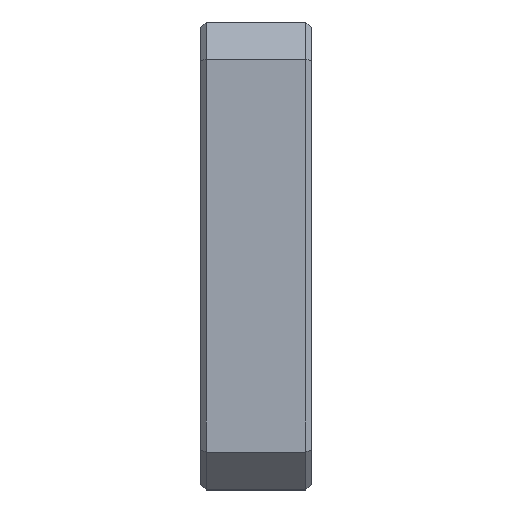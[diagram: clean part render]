
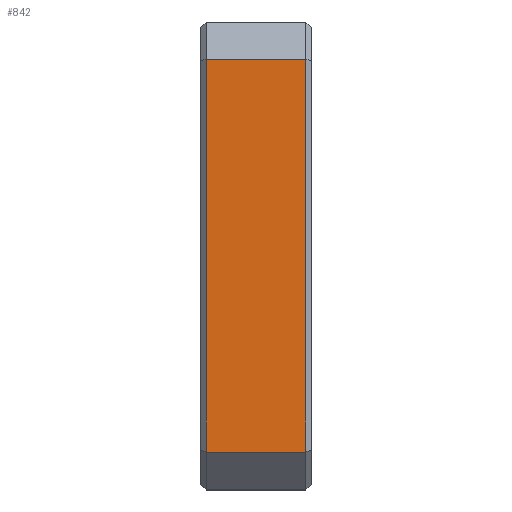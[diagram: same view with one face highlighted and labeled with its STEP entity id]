
A CAD part, top view. The second image highlights one B-rep face of the part: STEP entity #842.
In plain terms, the highlighted planar face has unit normal (0, 0, 1).
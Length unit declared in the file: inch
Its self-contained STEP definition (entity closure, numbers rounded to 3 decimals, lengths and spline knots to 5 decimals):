
#28 = CARTESIAN_POINT ( 'NONE',  ( 0.208, -0.37, 0.44 ) ) ;
#37 = CARTESIAN_POINT ( 'NONE',  ( 0.01, -0.37, 0.44 ) ) ;
#69 = VECTOR ( 'NONE', #753, 39.37008 ) ;
#77 = PLANE ( 'NONE',  #1089 ) ;
#145 = VERTEX_POINT ( 'NONE', #721 ) ;
#147 = ORIENTED_EDGE ( 'NONE', *, *, #439, .T. ) ;
#322 = EDGE_LOOP ( 'NONE', ( #378, #147, #905, #703 ) ) ;
#359 = LINE ( 'NONE', #636, #1120 ) ;
#378 = ORIENTED_EDGE ( 'NONE', *, *, #1004, .T. ) ;
#431 = DIRECTION ( 'NONE',  ( 0., -1., 0. ) ) ;
#439 = EDGE_CURVE ( 'NONE', #843, #145, #1043, .T. ) ;
#459 = VERTEX_POINT ( 'NONE', #37 ) ;
#495 = CARTESIAN_POINT ( 'NONE',  ( 0.01, 0.37, 0.44 ) ) ;
#539 = DIRECTION ( 'NONE',  ( 0., 0., -1. ) ) ;
#543 = LINE ( 'NONE', #698, #1095 ) ;
#584 = VECTOR ( 'NONE', #845, 39.37008 ) ;
#623 = EDGE_CURVE ( 'NONE', #961, #459, #543, .T. ) ;
#636 = CARTESIAN_POINT ( 'NONE',  ( 0.208, 0.37, 0.44 ) ) ;
#698 = CARTESIAN_POINT ( 'NONE',  ( 0.01, -0.44, 0.44 ) ) ;
#703 = ORIENTED_EDGE ( 'NONE', *, *, #623, .T. ) ;
#719 = DIRECTION ( 'NONE',  ( 0., 1., 0. ) ) ;
#721 = CARTESIAN_POINT ( 'NONE',  ( 0.198, 0.37, 0.44 ) ) ;
#723 = CARTESIAN_POINT ( 'NONE',  ( 0.208, -0.44, 0.44 ) ) ;
#738 = DIRECTION ( 'NONE',  ( -1., 0., 0. ) ) ;
#753 = DIRECTION ( 'NONE',  ( 0., 1., 0. ) ) ;
#842 = ADVANCED_FACE ( 'NONE', ( #1093 ), #77, .F. ) ;
#843 = VERTEX_POINT ( 'NONE', #1169 ) ;
#845 = DIRECTION ( 'NONE',  ( 1., 0., 0. ) ) ;
#877 = EDGE_CURVE ( 'NONE', #145, #961, #359, .T. ) ;
#905 = ORIENTED_EDGE ( 'NONE', *, *, #877, .T. ) ;
#961 = VERTEX_POINT ( 'NONE', #495 ) ;
#987 = LINE ( 'NONE', #28, #584 ) ;
#1004 = EDGE_CURVE ( 'NONE', #459, #843, #987, .T. ) ;
#1043 = LINE ( 'NONE', #1050, #69 ) ;
#1050 = CARTESIAN_POINT ( 'NONE',  ( 0.198, 0.37, 0.44 ) ) ;
#1089 = AXIS2_PLACEMENT_3D ( 'NONE', #723, #539, #719 ) ;
#1093 = FACE_OUTER_BOUND ( 'NONE', #322, .T. ) ;
#1095 = VECTOR ( 'NONE', #431, 39.37008 ) ;
#1120 = VECTOR ( 'NONE', #738, 39.37008 ) ;
#1169 = CARTESIAN_POINT ( 'NONE',  ( 0.198, -0.37, 0.44 ) ) ;
